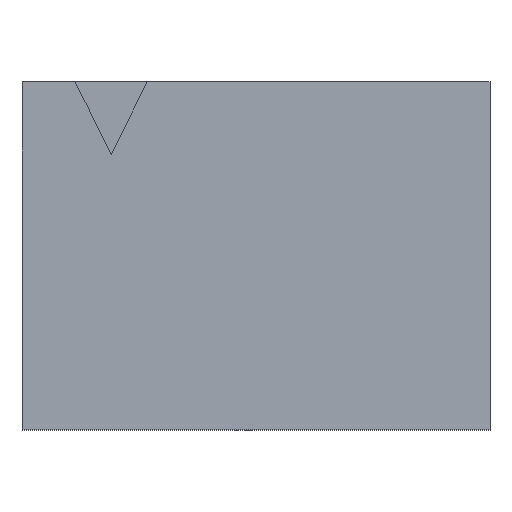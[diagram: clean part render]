
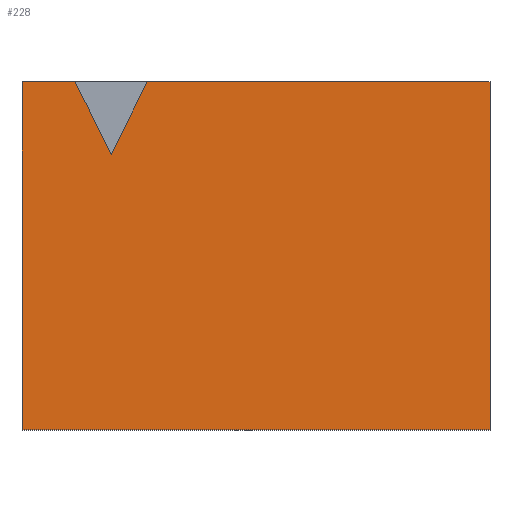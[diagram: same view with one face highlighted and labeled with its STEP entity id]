
A CAD part, top view. The second image highlights one B-rep face of the part: STEP entity #228.
In plain terms, the highlighted planar face has unit normal (0, 0, 1).
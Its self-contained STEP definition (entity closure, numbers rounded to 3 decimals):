
#39 = VERTEX_POINT('',#40);
#40 = CARTESIAN_POINT('',(-2.345,-1.6,7.2));
#47 = PLANE('',#48);
#48 = AXIS2_PLACEMENT_3D('',#49,#50,#51);
#49 = CARTESIAN_POINT('',(-2.345,-1.6,0.));
#50 = DIRECTION('',(1.,0.,0.));
#51 = DIRECTION('',(0.,0.,1.));
#59 = PLANE('',#60);
#60 = AXIS2_PLACEMENT_3D('',#61,#62,#63);
#61 = CARTESIAN_POINT('',(-2.345,-1.6,0.));
#62 = DIRECTION('',(0.,1.,0.));
#63 = DIRECTION('',(0.,0.,1.));
#100 = VERTEX_POINT('',#101);
#101 = CARTESIAN_POINT('',(-2.345,7.55,7.2));
#115 = PLANE('',#116);
#116 = AXIS2_PLACEMENT_3D('',#117,#118,#119);
#117 = CARTESIAN_POINT('',(-2.345,7.55,0.));
#118 = DIRECTION('',(0.,1.,0.));
#119 = DIRECTION('',(0.,0.,1.));
#127 = EDGE_CURVE('',#39,#100,#128,.T.);
#128 = SURFACE_CURVE('',#129,(#133,#140),.PCURVE_S1.);
#129 = LINE('',#130,#131);
#130 = CARTESIAN_POINT('',(-2.345,-1.6,7.2));
#131 = VECTOR('',#132,1.);
#132 = DIRECTION('',(0.,1.,0.));
#133 = PCURVE('',#47,#134);
#134 = DEFINITIONAL_REPRESENTATION('',(#135),#139);
#135 = LINE('',#136,#137);
#136 = CARTESIAN_POINT('',(7.2,0.));
#137 = VECTOR('',#138,1.);
#138 = DIRECTION('',(0.,-1.));
#139 = ( GEOMETRIC_REPRESENTATION_CONTEXT(2) 
PARAMETRIC_REPRESENTATION_CONTEXT() REPRESENTATION_CONTEXT('2D SPACE',''
  ) );
#140 = PCURVE('',#141,#146);
#141 = PLANE('',#142);
#142 = AXIS2_PLACEMENT_3D('',#143,#144,#145);
#143 = CARTESIAN_POINT('',(-2.345,-1.6,7.2));
#144 = DIRECTION('',(0.,0.,1.));
#145 = DIRECTION('',(1.,0.,0.));
#146 = DEFINITIONAL_REPRESENTATION('',(#147),#151);
#147 = LINE('',#148,#149);
#148 = CARTESIAN_POINT('',(0.,0.));
#149 = VECTOR('',#150,1.);
#150 = DIRECTION('',(0.,1.));
#151 = ( GEOMETRIC_REPRESENTATION_CONTEXT(2) 
PARAMETRIC_REPRESENTATION_CONTEXT() REPRESENTATION_CONTEXT('2D SPACE',''
  ) );
#180 = EDGE_CURVE('',#39,#181,#183,.T.);
#181 = VERTEX_POINT('',#182);
#182 = CARTESIAN_POINT('',(9.965,-1.6,7.2));
#183 = SURFACE_CURVE('',#184,(#188,#195),.PCURVE_S1.);
#184 = LINE('',#185,#186);
#185 = CARTESIAN_POINT('',(-2.345,-1.6,7.2));
#186 = VECTOR('',#187,1.);
#187 = DIRECTION('',(1.,0.,0.));
#188 = PCURVE('',#59,#189);
#189 = DEFINITIONAL_REPRESENTATION('',(#190),#194);
#190 = LINE('',#191,#192);
#191 = CARTESIAN_POINT('',(7.2,0.));
#192 = VECTOR('',#193,1.);
#193 = DIRECTION('',(0.,1.));
#194 = ( GEOMETRIC_REPRESENTATION_CONTEXT(2) 
PARAMETRIC_REPRESENTATION_CONTEXT() REPRESENTATION_CONTEXT('2D SPACE',''
  ) );
#195 = PCURVE('',#141,#196);
#196 = DEFINITIONAL_REPRESENTATION('',(#197),#201);
#197 = LINE('',#198,#199);
#198 = CARTESIAN_POINT('',(0.,0.));
#199 = VECTOR('',#200,1.);
#200 = DIRECTION('',(1.,0.));
#201 = ( GEOMETRIC_REPRESENTATION_CONTEXT(2) 
PARAMETRIC_REPRESENTATION_CONTEXT() REPRESENTATION_CONTEXT('2D SPACE',''
  ) );
#217 = PLANE('',#218);
#218 = AXIS2_PLACEMENT_3D('',#219,#220,#221);
#219 = CARTESIAN_POINT('',(9.965,-1.6,0.));
#220 = DIRECTION('',(1.,0.,0.));
#221 = DIRECTION('',(0.,0.,1.));
#228 = ADVANCED_FACE('',(#229),#141,.T.);
#229 = FACE_BOUND('',#230,.T.);
#230 = EDGE_LOOP('',(#231,#254,#255,#256,#279,#302,#330));
#231 = ORIENTED_EDGE('',*,*,#232,.F.);
#232 = EDGE_CURVE('',#100,#233,#235,.T.);
#233 = VERTEX_POINT('',#234);
#234 = CARTESIAN_POINT('',(-0.953,7.55,7.2));
#235 = SURFACE_CURVE('',#236,(#240,#247),.PCURVE_S1.);
#236 = LINE('',#237,#238);
#237 = CARTESIAN_POINT('',(-2.345,7.55,7.2));
#238 = VECTOR('',#239,1.);
#239 = DIRECTION('',(1.,0.,0.));
#240 = PCURVE('',#141,#241);
#241 = DEFINITIONAL_REPRESENTATION('',(#242),#246);
#242 = LINE('',#243,#244);
#243 = CARTESIAN_POINT('',(0.,9.15));
#244 = VECTOR('',#245,1.);
#245 = DIRECTION('',(1.,0.));
#246 = ( GEOMETRIC_REPRESENTATION_CONTEXT(2) 
PARAMETRIC_REPRESENTATION_CONTEXT() REPRESENTATION_CONTEXT('2D SPACE',''
  ) );
#247 = PCURVE('',#115,#248);
#248 = DEFINITIONAL_REPRESENTATION('',(#249),#253);
#249 = LINE('',#250,#251);
#250 = CARTESIAN_POINT('',(7.2,0.));
#251 = VECTOR('',#252,1.);
#252 = DIRECTION('',(0.,1.));
#253 = ( GEOMETRIC_REPRESENTATION_CONTEXT(2) 
PARAMETRIC_REPRESENTATION_CONTEXT() REPRESENTATION_CONTEXT('2D SPACE',''
  ) );
#254 = ORIENTED_EDGE('',*,*,#127,.F.);
#255 = ORIENTED_EDGE('',*,*,#180,.T.);
#256 = ORIENTED_EDGE('',*,*,#257,.T.);
#257 = EDGE_CURVE('',#181,#258,#260,.T.);
#258 = VERTEX_POINT('',#259);
#259 = CARTESIAN_POINT('',(9.965,7.55,7.2));
#260 = SURFACE_CURVE('',#261,(#265,#272),.PCURVE_S1.);
#261 = LINE('',#262,#263);
#262 = CARTESIAN_POINT('',(9.965,-1.6,7.2));
#263 = VECTOR('',#264,1.);
#264 = DIRECTION('',(0.,1.,0.));
#265 = PCURVE('',#141,#266);
#266 = DEFINITIONAL_REPRESENTATION('',(#267),#271);
#267 = LINE('',#268,#269);
#268 = CARTESIAN_POINT('',(12.31,0.));
#269 = VECTOR('',#270,1.);
#270 = DIRECTION('',(0.,1.));
#271 = ( GEOMETRIC_REPRESENTATION_CONTEXT(2) 
PARAMETRIC_REPRESENTATION_CONTEXT() REPRESENTATION_CONTEXT('2D SPACE',''
  ) );
#272 = PCURVE('',#217,#273);
#273 = DEFINITIONAL_REPRESENTATION('',(#274),#278);
#274 = LINE('',#275,#276);
#275 = CARTESIAN_POINT('',(7.2,0.));
#276 = VECTOR('',#277,1.);
#277 = DIRECTION('',(0.,-1.));
#278 = ( GEOMETRIC_REPRESENTATION_CONTEXT(2) 
PARAMETRIC_REPRESENTATION_CONTEXT() REPRESENTATION_CONTEXT('2D SPACE',''
  ) );
#279 = ORIENTED_EDGE('',*,*,#280,.F.);
#280 = EDGE_CURVE('',#281,#258,#283,.T.);
#281 = VERTEX_POINT('',#282);
#282 = CARTESIAN_POINT('',(0.953,7.55,7.2));
#283 = SURFACE_CURVE('',#284,(#288,#295),.PCURVE_S1.);
#284 = LINE('',#285,#286);
#285 = CARTESIAN_POINT('',(-2.345,7.55,7.2));
#286 = VECTOR('',#287,1.);
#287 = DIRECTION('',(1.,0.,0.));
#288 = PCURVE('',#141,#289);
#289 = DEFINITIONAL_REPRESENTATION('',(#290),#294);
#290 = LINE('',#291,#292);
#291 = CARTESIAN_POINT('',(0.,9.15));
#292 = VECTOR('',#293,1.);
#293 = DIRECTION('',(1.,0.));
#294 = ( GEOMETRIC_REPRESENTATION_CONTEXT(2) 
PARAMETRIC_REPRESENTATION_CONTEXT() REPRESENTATION_CONTEXT('2D SPACE',''
  ) );
#295 = PCURVE('',#115,#296);
#296 = DEFINITIONAL_REPRESENTATION('',(#297),#301);
#297 = LINE('',#298,#299);
#298 = CARTESIAN_POINT('',(7.2,0.));
#299 = VECTOR('',#300,1.);
#300 = DIRECTION('',(0.,1.));
#301 = ( GEOMETRIC_REPRESENTATION_CONTEXT(2) 
PARAMETRIC_REPRESENTATION_CONTEXT() REPRESENTATION_CONTEXT('2D SPACE',''
  ) );
#302 = ORIENTED_EDGE('',*,*,#303,.T.);
#303 = EDGE_CURVE('',#281,#304,#306,.T.);
#304 = VERTEX_POINT('',#305);
#305 = CARTESIAN_POINT('',(0.,5.645,7.2));
#306 = SURFACE_CURVE('',#307,(#311,#318),.PCURVE_S1.);
#307 = LINE('',#308,#309);
#308 = CARTESIAN_POINT('',(0.953,7.55,7.2));
#309 = VECTOR('',#310,1.);
#310 = DIRECTION('',(-0.447,-0.894,0.));
#311 = PCURVE('',#141,#312);
#312 = DEFINITIONAL_REPRESENTATION('',(#313),#317);
#313 = LINE('',#314,#315);
#314 = CARTESIAN_POINT('',(3.298,9.15));
#315 = VECTOR('',#316,1.);
#316 = DIRECTION('',(-0.447,-0.894));
#317 = ( GEOMETRIC_REPRESENTATION_CONTEXT(2) 
PARAMETRIC_REPRESENTATION_CONTEXT() REPRESENTATION_CONTEXT('2D SPACE',''
  ) );
#318 = PCURVE('',#319,#324);
#319 = PLANE('',#320);
#320 = AXIS2_PLACEMENT_3D('',#321,#322,#323);
#321 = CARTESIAN_POINT('',(0.953,7.55,7.2));
#322 = DIRECTION('',(-0.894,0.447,0.));
#323 = DIRECTION('',(-0.447,-0.894,0.));
#324 = DEFINITIONAL_REPRESENTATION('',(#325),#329);
#325 = LINE('',#326,#327);
#326 = CARTESIAN_POINT('',(0.,0.));
#327 = VECTOR('',#328,1.);
#328 = DIRECTION('',(1.,0.));
#329 = ( GEOMETRIC_REPRESENTATION_CONTEXT(2) 
PARAMETRIC_REPRESENTATION_CONTEXT() REPRESENTATION_CONTEXT('2D SPACE',''
  ) );
#330 = ORIENTED_EDGE('',*,*,#331,.F.);
#331 = EDGE_CURVE('',#233,#304,#332,.T.);
#332 = SURFACE_CURVE('',#333,(#337,#344),.PCURVE_S1.);
#333 = LINE('',#334,#335);
#334 = CARTESIAN_POINT('',(-0.953,7.55,7.2));
#335 = VECTOR('',#336,1.);
#336 = DIRECTION('',(0.447,-0.894,0.));
#337 = PCURVE('',#141,#338);
#338 = DEFINITIONAL_REPRESENTATION('',(#339),#343);
#339 = LINE('',#340,#341);
#340 = CARTESIAN_POINT('',(1.393,9.15));
#341 = VECTOR('',#342,1.);
#342 = DIRECTION('',(0.447,-0.894));
#343 = ( GEOMETRIC_REPRESENTATION_CONTEXT(2) 
PARAMETRIC_REPRESENTATION_CONTEXT() REPRESENTATION_CONTEXT('2D SPACE',''
  ) );
#344 = PCURVE('',#345,#350);
#345 = PLANE('',#346);
#346 = AXIS2_PLACEMENT_3D('',#347,#348,#349);
#347 = CARTESIAN_POINT('',(-0.953,7.55,7.2));
#348 = DIRECTION('',(-0.894,-0.447,0.));
#349 = DIRECTION('',(0.447,-0.894,0.));
#350 = DEFINITIONAL_REPRESENTATION('',(#351),#355);
#351 = LINE('',#352,#353);
#352 = CARTESIAN_POINT('',(0.,0.));
#353 = VECTOR('',#354,1.);
#354 = DIRECTION('',(1.,0.));
#355 = ( GEOMETRIC_REPRESENTATION_CONTEXT(2) 
PARAMETRIC_REPRESENTATION_CONTEXT() REPRESENTATION_CONTEXT('2D SPACE',''
  ) );
